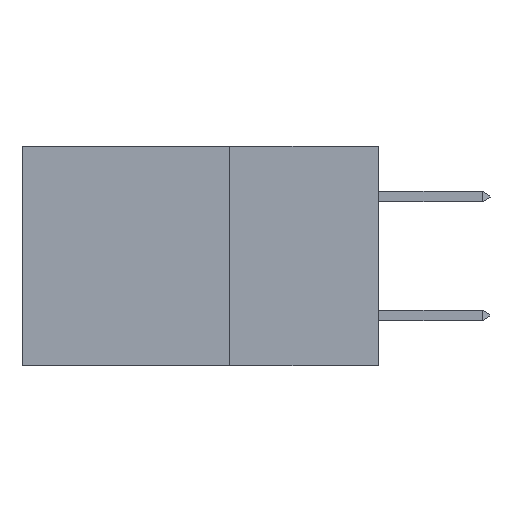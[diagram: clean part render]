
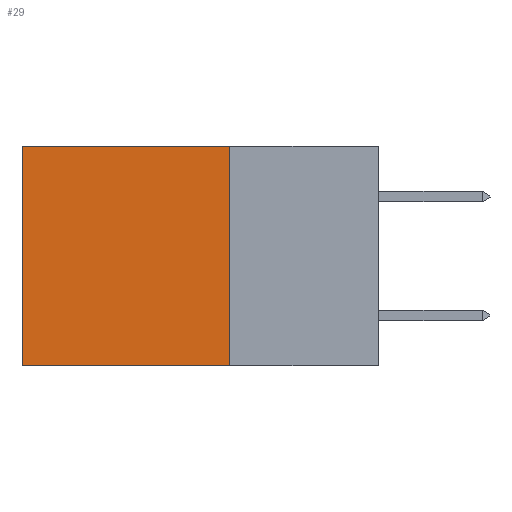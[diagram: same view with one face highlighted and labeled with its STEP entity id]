
A CAD part, left-side view. The second image highlights one B-rep face of the part: STEP entity #29.
In plain terms, the highlighted planar face has unit normal (-1, 0, 0).
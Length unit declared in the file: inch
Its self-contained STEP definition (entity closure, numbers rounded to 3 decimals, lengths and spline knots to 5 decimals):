
#29 = ADVANCED_FACE ( 'NONE', ( #129 ), #9661, .F. ) ;
#129 = FACE_OUTER_BOUND ( 'NONE', #3254, .T. ) ;
#490 = VECTOR ( 'NONE', #8755, 39.37008 ) ;
#702 = CARTESIAN_POINT ( 'NONE',  ( 0.298, 0.6, 0. ) ) ;
#751 = VECTOR ( 'NONE', #4575, 39.37008 ) ;
#1389 = LINE ( 'NONE', #15469, #14529 ) ;
#1784 = CARTESIAN_POINT ( 'NONE',  ( 0.298, 0.25, 0. ) ) ;
#2039 = CARTESIAN_POINT ( 'NONE',  ( 0.298, 0.25, -0.37 ) ) ;
#2691 = EDGE_CURVE ( 'NONE', #14957, #14731, #6175, .T. ) ;
#3175 = CARTESIAN_POINT ( 'NONE',  ( 0.298, 0.25, 0. ) ) ;
#3254 = EDGE_LOOP ( 'NONE', ( #8146, #6080, #9304, #15780 ) ) ;
#3279 = EDGE_CURVE ( 'NONE', #14327, #11397, #14393, .T. ) ;
#3607 = VECTOR ( 'NONE', #12631, 39.37008 ) ;
#4575 = DIRECTION ( 'NONE',  ( 0., 1., 0. ) ) ;
#5397 = EDGE_CURVE ( 'NONE', #11397, #14731, #1389, .T. ) ;
#6080 = ORIENTED_EDGE ( 'NONE', *, *, #5397, .F. ) ;
#6137 = AXIS2_PLACEMENT_3D ( 'NONE', #3175, #15974, #8153 ) ;
#6175 = LINE ( 'NONE', #7362, #490 ) ;
#7362 = CARTESIAN_POINT ( 'NONE',  ( 0.298, 0.6, 0. ) ) ;
#7996 = DIRECTION ( 'NONE',  ( 0., 1., 0. ) ) ;
#8146 = ORIENTED_EDGE ( 'NONE', *, *, #2691, .T. ) ;
#8153 = DIRECTION ( 'NONE',  ( 0., 0., -1. ) ) ;
#8639 = CARTESIAN_POINT ( 'NONE',  ( 0.298, 0.25, 0. ) ) ;
#8755 = DIRECTION ( 'NONE',  ( 0., 0., -1. ) ) ;
#8876 = CARTESIAN_POINT ( 'NONE',  ( 0.298, 0.6, -0.37 ) ) ;
#9304 = ORIENTED_EDGE ( 'NONE', *, *, #3279, .F. ) ;
#9661 = PLANE ( 'NONE',  #6137 ) ;
#11397 = VERTEX_POINT ( 'NONE', #2039 ) ;
#12261 = CARTESIAN_POINT ( 'NONE',  ( 0.298, 0.25, 0. ) ) ;
#12631 = DIRECTION ( 'NONE',  ( 0., 0., -1. ) ) ;
#13100 = LINE ( 'NONE', #12261, #751 ) ;
#14327 = VERTEX_POINT ( 'NONE', #1784 ) ;
#14393 = LINE ( 'NONE', #8639, #3607 ) ;
#14529 = VECTOR ( 'NONE', #7996, 39.37008 ) ;
#14731 = VERTEX_POINT ( 'NONE', #8876 ) ;
#14957 = VERTEX_POINT ( 'NONE', #702 ) ;
#15131 = EDGE_CURVE ( 'NONE', #14327, #14957, #13100, .T. ) ;
#15469 = CARTESIAN_POINT ( 'NONE',  ( 0.298, 0.25, -0.37 ) ) ;
#15780 = ORIENTED_EDGE ( 'NONE', *, *, #15131, .T. ) ;
#15974 = DIRECTION ( 'NONE',  ( 1., 0., 0. ) ) ;
